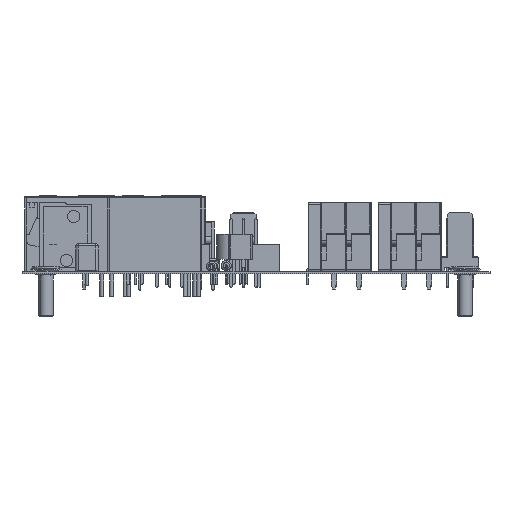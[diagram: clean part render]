
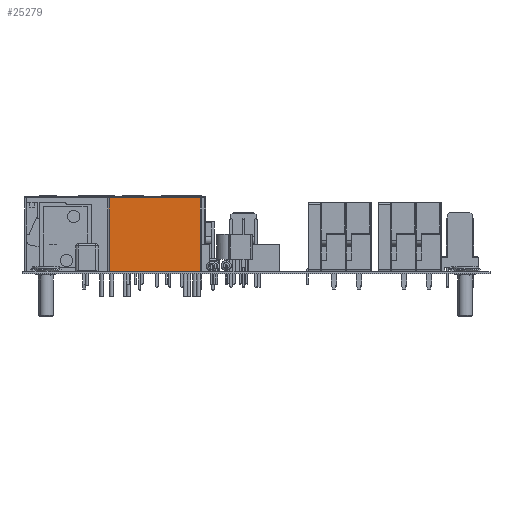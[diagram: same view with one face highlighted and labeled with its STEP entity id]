
A CAD part, left-side view. The second image highlights one B-rep face of the part: STEP entity #25279.
In plain terms, the highlighted face is planar.
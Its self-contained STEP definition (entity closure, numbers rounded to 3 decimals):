
#25279 = ADVANCED_FACE('',(#25280),#25314,.F.);
#25280 = FACE_BOUND('',#25281,.T.);
#25281 = EDGE_LOOP('',(#25282,#25292,#25300,#25308));
#25282 = ORIENTED_EDGE('',*,*,#25283,.T.);
#25283 = EDGE_CURVE('',#25284,#25286,#25288,.T.);
#25284 = VERTEX_POINT('',#25285);
#25285 = CARTESIAN_POINT('',(9.25,7.75,0.));
#25286 = VERTEX_POINT('',#25287);
#25287 = CARTESIAN_POINT('',(-9.25,7.75,0.));
#25288 = LINE('',#25289,#25290);
#25289 = CARTESIAN_POINT('',(-9.55,7.75,0.));
#25290 = VECTOR('',#25291,1.);
#25291 = DIRECTION('',(-1.,0.,0.));
#25292 = ORIENTED_EDGE('',*,*,#25293,.T.);
#25293 = EDGE_CURVE('',#25286,#25294,#25296,.T.);
#25294 = VERTEX_POINT('',#25295);
#25295 = CARTESIAN_POINT('',(-9.25,7.75,15.));
#25296 = LINE('',#25297,#25298);
#25297 = CARTESIAN_POINT('',(-9.25,7.75,15.3));
#25298 = VECTOR('',#25299,1.);
#25299 = DIRECTION('',(0.,0.,1.));
#25300 = ORIENTED_EDGE('',*,*,#25301,.T.);
#25301 = EDGE_CURVE('',#25294,#25302,#25304,.T.);
#25302 = VERTEX_POINT('',#25303);
#25303 = CARTESIAN_POINT('',(9.25,7.75,15.));
#25304 = LINE('',#25305,#25306);
#25305 = CARTESIAN_POINT('',(9.55,7.75,15.));
#25306 = VECTOR('',#25307,1.);
#25307 = DIRECTION('',(1.,0.,0.));
#25308 = ORIENTED_EDGE('',*,*,#25309,.T.);
#25309 = EDGE_CURVE('',#25302,#25284,#25310,.T.);
#25310 = LINE('',#25311,#25312);
#25311 = CARTESIAN_POINT('',(9.25,7.75,15.3));
#25312 = VECTOR('',#25313,1.);
#25313 = DIRECTION('',(0.,0.,-1.));
#25314 = PLANE('',#25315);
#25315 = AXIS2_PLACEMENT_3D('',#25316,#25317,#25318);
#25316 = CARTESIAN_POINT('',(-9.55,7.75,15.3));
#25317 = DIRECTION('',(0.,-1.,0.));
#25318 = DIRECTION('',(0.,0.,-1.));
